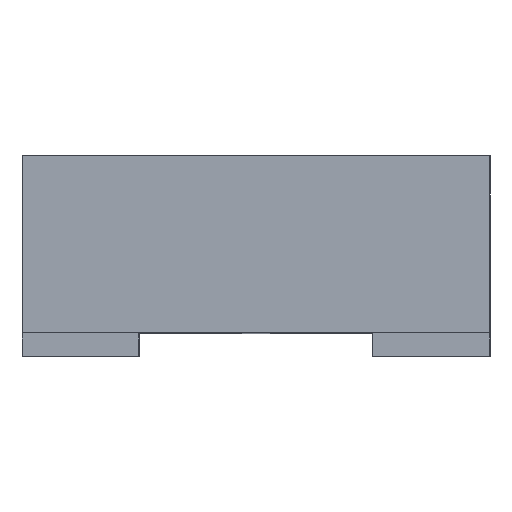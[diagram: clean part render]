
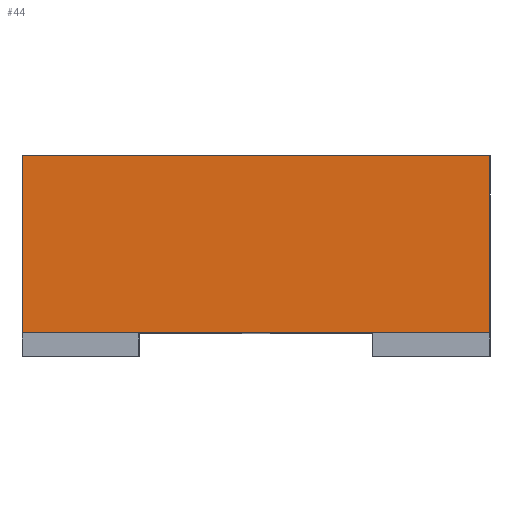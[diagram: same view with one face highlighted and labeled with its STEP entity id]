
A CAD part, top view. The second image highlights one B-rep face of the part: STEP entity #44.
In plain terms, the highlighted planar face has unit normal (0, 0, 1).
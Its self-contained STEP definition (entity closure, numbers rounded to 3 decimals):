
#44 = ADVANCED_FACE ( 'NONE', ( #767 ), #1081, .F. ) ;
#58 = CARTESIAN_POINT ( 'NONE',  ( -0.5, 0.43, 0.5 ) ) ;
#77 = VERTEX_POINT ( 'NONE', #367 ) ;
#268 = DIRECTION ( 'NONE',  ( 1., 0., 0. ) ) ;
#278 = EDGE_LOOP ( 'NONE', ( #926, #721, #1703, #1510 ) ) ;
#343 = EDGE_CURVE ( 'NONE', #1780, #77, #818, .T. ) ;
#367 = CARTESIAN_POINT ( 'NONE',  ( -0.5, 0.05, 0.5 ) ) ;
#490 = VECTOR ( 'NONE', #1311, 1000. ) ;
#576 = EDGE_CURVE ( 'NONE', #77, #1884, #2138, .T. ) ;
#581 = CARTESIAN_POINT ( 'NONE',  ( -0.5, 0.43, 0.5 ) ) ;
#608 = CARTESIAN_POINT ( 'NONE',  ( -0.5, 0.43, 0.5 ) ) ;
#666 = AXIS2_PLACEMENT_3D ( 'NONE', #581, #1439, #2145 ) ;
#721 = ORIENTED_EDGE ( 'NONE', *, *, #1660, .F. ) ;
#757 = VERTEX_POINT ( 'NONE', #1670 ) ;
#767 = FACE_OUTER_BOUND ( 'NONE', #278, .T. ) ;
#798 = EDGE_CURVE ( 'NONE', #1780, #757, #941, .T. ) ;
#818 = LINE ( 'NONE', #608, #2156 ) ;
#887 = CARTESIAN_POINT ( 'NONE',  ( 0.5, 0.05, 0.5 ) ) ;
#916 = CARTESIAN_POINT ( 'NONE',  ( -0.5, 0.05, 0.5 ) ) ;
#926 = ORIENTED_EDGE ( 'NONE', *, *, #576, .T. ) ;
#941 = LINE ( 'NONE', #58, #1115 ) ;
#987 = DIRECTION ( 'NONE',  ( 0., -1., 0. ) ) ;
#1081 = PLANE ( 'NONE',  #666 ) ;
#1115 = VECTOR ( 'NONE', #268, 1000. ) ;
#1146 = VECTOR ( 'NONE', #1242, 1000. ) ;
#1242 = DIRECTION ( 'NONE',  ( 1., 0., 0. ) ) ;
#1311 = DIRECTION ( 'NONE',  ( 0., -1., 0. ) ) ;
#1439 = DIRECTION ( 'NONE',  ( 0., 0., -1. ) ) ;
#1510 = ORIENTED_EDGE ( 'NONE', *, *, #343, .T. ) ;
#1640 = LINE ( 'NONE', #1672, #490 ) ;
#1660 = EDGE_CURVE ( 'NONE', #757, #1884, #1640, .T. ) ;
#1670 = CARTESIAN_POINT ( 'NONE',  ( 0.5, 0.43, 0.5 ) ) ;
#1672 = CARTESIAN_POINT ( 'NONE',  ( 0.5, 0.43, 0.5 ) ) ;
#1703 = ORIENTED_EDGE ( 'NONE', *, *, #798, .F. ) ;
#1780 = VERTEX_POINT ( 'NONE', #2221 ) ;
#1884 = VERTEX_POINT ( 'NONE', #887 ) ;
#2138 = LINE ( 'NONE', #916, #1146 ) ;
#2145 = DIRECTION ( 'NONE',  ( -1., 0., 0. ) ) ;
#2156 = VECTOR ( 'NONE', #987, 1000. ) ;
#2221 = CARTESIAN_POINT ( 'NONE',  ( -0.5, 0.43, 0.5 ) ) ;
